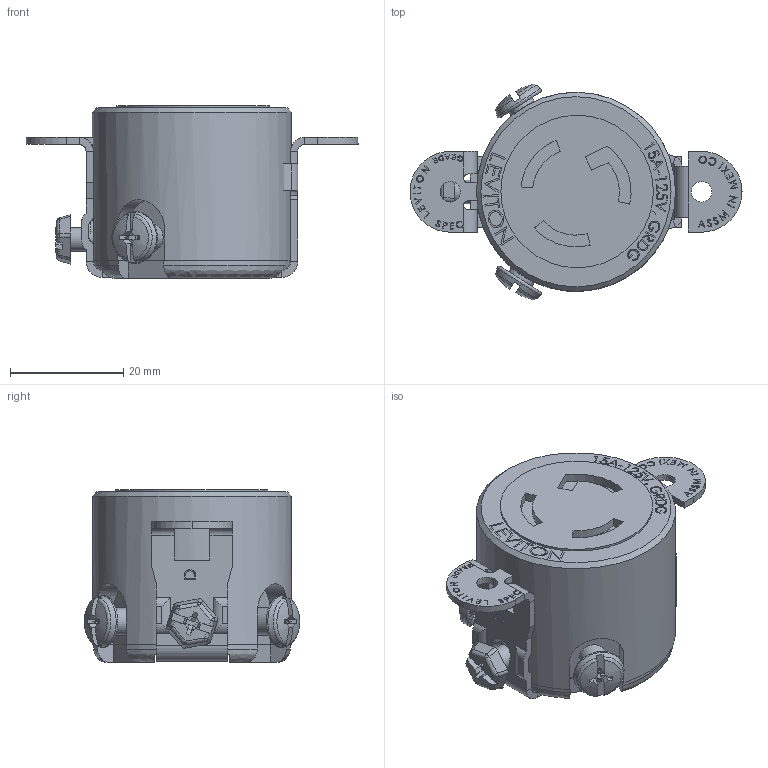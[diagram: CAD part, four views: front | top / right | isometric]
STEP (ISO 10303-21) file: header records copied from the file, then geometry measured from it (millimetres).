
FILE_DESCRIPTION (( 'STEP AP214' ), '1' );
FILE_NAME ('ORC4548-M01.STEP', '2024-04-10T19:09:06', ( '' ), ( '' ), 'SwSTEP 2.0', 'SolidWorks 2020', '' );
FILE_SCHEMA (( 'AUTOMOTIVE_DESIGN' ));
Length unit declared in the file: inch
Products named in the file (1): ORC4548-M01
Bounding box: 58.71 x 38.12 x 30.54 mm (x, y, z)
Surface area: 8933.2 mm2 (no closed solid volume)
Topology: 0 solids, 14 shells, 914 faces, 3003 edges, 2136 vertices
Faces by surface type: plane 614, bspline 196, cylinder 81, sphere 10, torus 9, cone 4
Full cylindrical faces by diameter (mm): 3.104 x1, 3.226 x2, 3.607 x1, 3.632 x2, 3.81 x1, 4.075 x1, 4.166 x1, 4.391 x1, 4.394 x1, 4.803 x2, 26.975 x1, 35.204 x1
Entity records: 56756 total; most frequent: CARTESIAN_POINT 20519, ORIENTED_EDGE 5033, DIRECTION 4122, EDGE_CURVE 2968, VECTOR 2200, LINE 2200, VERTEX_POINT 2127, EDGE_LOOP 1066
